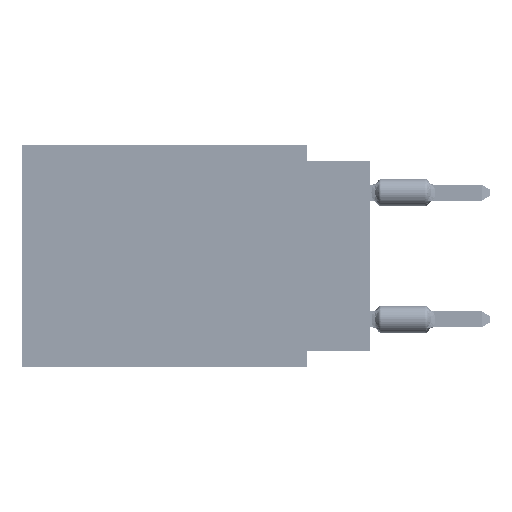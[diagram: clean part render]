
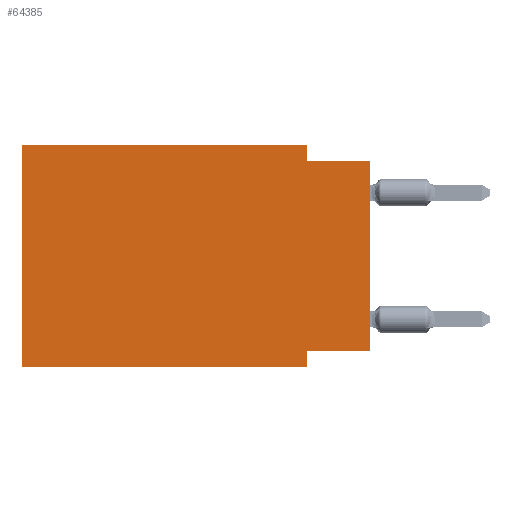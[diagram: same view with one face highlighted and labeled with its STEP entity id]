
A CAD part, left-side view. The second image highlights one B-rep face of the part: STEP entity #64385.
In plain terms, the highlighted planar face has unit normal (-1, 0, 0).
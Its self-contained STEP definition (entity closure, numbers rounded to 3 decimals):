
#978 = DIRECTION ( 'NONE',  ( 0., 0., -1. ) ) ;
#2212 = VERTEX_POINT ( 'NONE', #18909 ) ;
#3596 = LINE ( 'NONE', #19687, #30062 ) ;
#4121 = AXIS2_PLACEMENT_3D ( 'NONE', #12560, #41364, #978 ) ;
#6952 = LINE ( 'NONE', #18553, #68615 ) ;
#7235 = VECTOR ( 'NONE', #8703, 1000. ) ;
#8015 = VECTOR ( 'NONE', #48695, 1000. ) ;
#8232 = DIRECTION ( 'NONE',  ( 0., -1., 0. ) ) ;
#8703 = DIRECTION ( 'NONE',  ( 0., 0., -1. ) ) ;
#10079 = EDGE_CURVE ( 'NONE', #66010, #37889, #67921, .T. ) ;
#10350 = VERTEX_POINT ( 'NONE', #47703 ) ;
#12560 = CARTESIAN_POINT ( 'NONE',  ( 0., 13.97, 0. ) ) ;
#13390 = EDGE_CURVE ( 'NONE', #40570, #59958, #40059, .T. ) ;
#14421 = CARTESIAN_POINT ( 'NONE',  ( 0., 13.97, -8.89 ) ) ;
#14591 = CARTESIAN_POINT ( 'NONE',  ( 0., 0., -0.635 ) ) ;
#14900 = VECTOR ( 'NONE', #32751, 1000. ) ;
#16192 = ORIENTED_EDGE ( 'NONE', *, *, #13390, .F. ) ;
#17406 = VERTEX_POINT ( 'NONE', #28116 ) ;
#18553 = CARTESIAN_POINT ( 'NONE',  ( 0., 13.97, 0. ) ) ;
#18909 = CARTESIAN_POINT ( 'NONE',  ( 0., 13.97, 0. ) ) ;
#19687 = CARTESIAN_POINT ( 'NONE',  ( 0., 13.97, -8.89 ) ) ;
#19945 = ORIENTED_EDGE ( 'NONE', *, *, #37558, .T. ) ;
#20780 = CARTESIAN_POINT ( 'NONE',  ( 0., 2.54, -8.89 ) ) ;
#25739 = EDGE_CURVE ( 'NONE', #70820, #2212, #64147, .T. ) ;
#26763 = ORIENTED_EDGE ( 'NONE', *, *, #57275, .T. ) ;
#27899 = ORIENTED_EDGE ( 'NONE', *, *, #35879, .F. ) ;
#28116 = CARTESIAN_POINT ( 'NONE',  ( 0., 2.54, 0. ) ) ;
#29413 = FACE_OUTER_BOUND ( 'NONE', #36972, .T. ) ;
#30062 = VECTOR ( 'NONE', #59710, 1000. ) ;
#30460 = CARTESIAN_POINT ( 'NONE',  ( 0., 2.54, -8.255 ) ) ;
#31559 = EDGE_CURVE ( 'NONE', #37889, #10350, #61160, .T. ) ;
#31798 = VECTOR ( 'NONE', #46217, 1000. ) ;
#32599 = CARTESIAN_POINT ( 'NONE',  ( 0., 13.97, 0. ) ) ;
#32751 = DIRECTION ( 'NONE',  ( 0., 0., -1. ) ) ;
#35879 = EDGE_CURVE ( 'NONE', #17406, #40570, #65204, .T. ) ;
#36039 = CARTESIAN_POINT ( 'NONE',  ( 0., 0., -8.255 ) ) ;
#36972 = EDGE_LOOP ( 'NONE', ( #26763, #16192, #27899, #72078, #38253, #19945, #59986, #42095 ) ) ;
#37558 = EDGE_CURVE ( 'NONE', #70820, #10350, #3596, .T. ) ;
#37889 = VERTEX_POINT ( 'NONE', #30460 ) ;
#38253 = ORIENTED_EDGE ( 'NONE', *, *, #25739, .F. ) ;
#40059 = LINE ( 'NONE', #14591, #52660 ) ;
#40570 = VERTEX_POINT ( 'NONE', #45784 ) ;
#40602 = CARTESIAN_POINT ( 'NONE',  ( 0., 0., -8.255 ) ) ;
#40617 = CARTESIAN_POINT ( 'NONE',  ( 0., 0., -0.635 ) ) ;
#41364 = DIRECTION ( 'NONE',  ( 1., 0., 0. ) ) ;
#42095 = ORIENTED_EDGE ( 'NONE', *, *, #10079, .F. ) ;
#45784 = CARTESIAN_POINT ( 'NONE',  ( 0., 2.54, -0.635 ) ) ;
#46217 = DIRECTION ( 'NONE',  ( 0., 1., 0. ) ) ;
#47703 = CARTESIAN_POINT ( 'NONE',  ( 0., 2.54, -8.89 ) ) ;
#48695 = DIRECTION ( 'NONE',  ( 0., 0., 1. ) ) ;
#52660 = VECTOR ( 'NONE', #8232, 1000. ) ;
#54310 = CARTESIAN_POINT ( 'NONE',  ( 0., 0., 0. ) ) ;
#57275 = EDGE_CURVE ( 'NONE', #66010, #59958, #59550, .T. ) ;
#59550 = LINE ( 'NONE', #54310, #8015 ) ;
#59710 = DIRECTION ( 'NONE',  ( 0., -1., 0. ) ) ;
#59958 = VERTEX_POINT ( 'NONE', #40617 ) ;
#59986 = ORIENTED_EDGE ( 'NONE', *, *, #31559, .F. ) ;
#60818 = VECTOR ( 'NONE', #64527, 1000. ) ;
#61160 = LINE ( 'NONE', #20780, #14900 ) ;
#63814 = DIRECTION ( 'NONE',  ( 0., -1., 0. ) ) ;
#64147 = LINE ( 'NONE', #32599, #60818 ) ;
#64354 = EDGE_CURVE ( 'NONE', #2212, #17406, #6952, .T. ) ;
#64385 = ADVANCED_FACE ( 'NONE', ( #29413 ), #69041, .F. ) ;
#64527 = DIRECTION ( 'NONE',  ( 0., 0., 1. ) ) ;
#65204 = LINE ( 'NONE', #71177, #7235 ) ;
#66010 = VERTEX_POINT ( 'NONE', #36039 ) ;
#67921 = LINE ( 'NONE', #40602, #31798 ) ;
#68615 = VECTOR ( 'NONE', #63814, 1000. ) ;
#69041 = PLANE ( 'NONE',  #4121 ) ;
#70820 = VERTEX_POINT ( 'NONE', #14421 ) ;
#71177 = CARTESIAN_POINT ( 'NONE',  ( 0., 2.54, 0. ) ) ;
#72078 = ORIENTED_EDGE ( 'NONE', *, *, #64354, .F. ) ;
